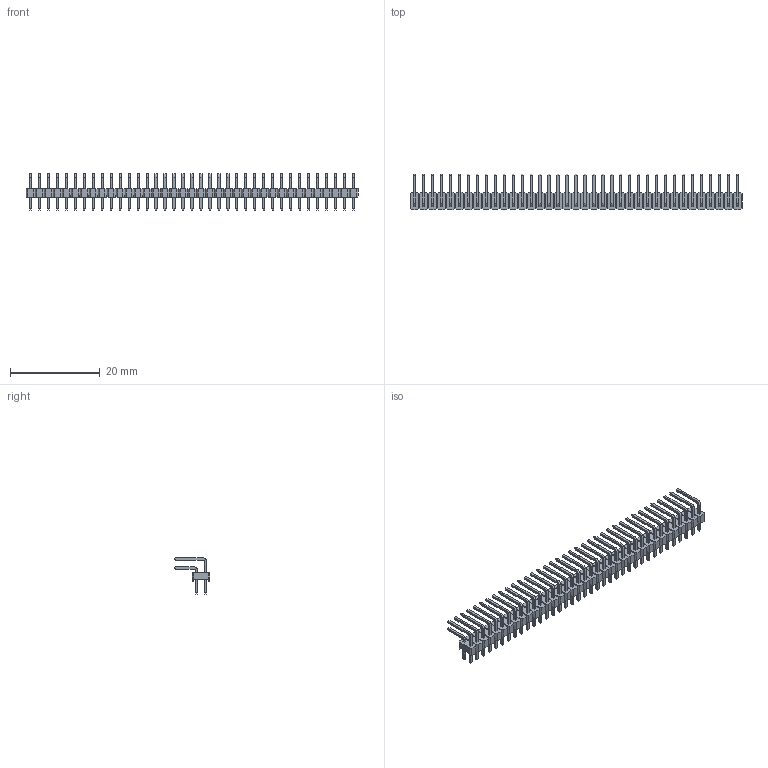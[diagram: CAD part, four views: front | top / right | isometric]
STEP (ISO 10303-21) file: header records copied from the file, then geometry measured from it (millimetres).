
FILE_DESCRIPTION(('STEP AP214'), '1');
FILE_NAME('PLD2-R', '', ('UNSPECIFIED'), ('UNSPECIFIED'), 'ASCON STEP Converter 1.6', 'ASCON Math Kernel', '');
FILE_SCHEMA(('AUTOMOTIVE_DESIGN { 1 0 10303 214 3 1 1}'));
Length unit declared in the file: millimetre
Bounding box: 74 x 8 x 8.05 mm (x, y, z)
Volume: 646.8 mm3; surface area: 2601.5 mm2
Topology: 1 solids, 1 shells, 2152 faces, 5306 edges, 3340 vertices
Faces by surface type: plane 2004, cylinder 148
Entity records: 78966 total; most frequent: CARTESIAN_POINT 10799, ORIENTED_EDGE 10612, DIRECTION 9908, EDGE_CURVE 5306, LINE 5010, VECTOR 5010, VERTEX_POINT 3340, AXIS2_PLACEMENT_3D 2449
